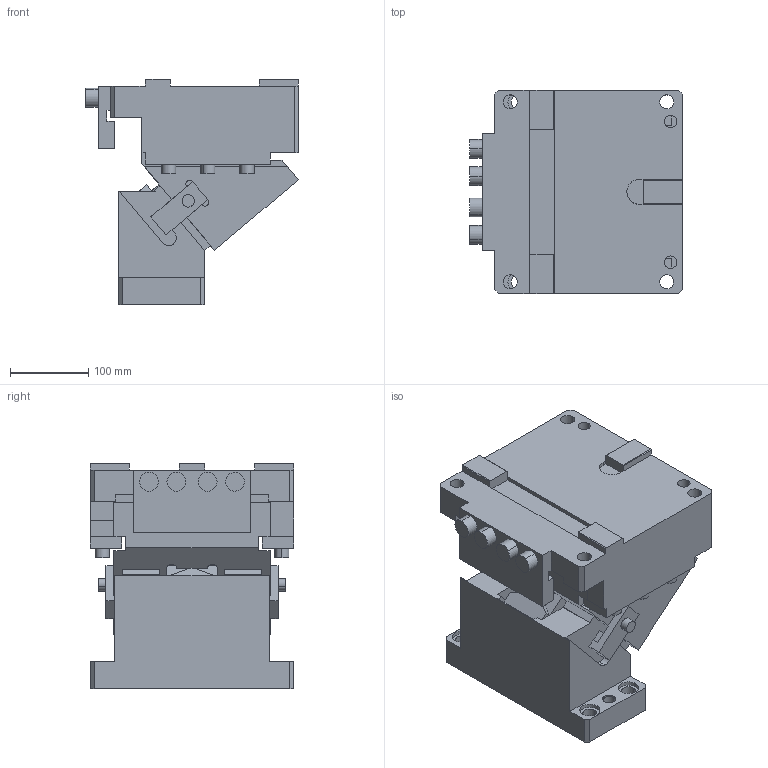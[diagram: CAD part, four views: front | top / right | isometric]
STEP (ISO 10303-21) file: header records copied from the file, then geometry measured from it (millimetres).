
FILE_DESCRIPTION(('CATIA V5 STEP Exchange'),'2;1');
FILE_NAME('CACK_200_50.stp','2015-04-23T08:10:32+00:00',('none'),('none'),'CATIA Version 5 Release 19 SP 2 (IN-10)','CATIA V5 STEP AP203','none');
FILE_SCHEMA(('CONFIG_CONTROL_DESIGN'));
Length unit declared in the file: millimetre
Products named in the file (1): CACK_200_50
Bounding box: 272 x 260 x 289 mm (x, y, z)
Volume: 10305609.8 mm3; surface area: 702503.1 mm2
Topology: 3 solids, 3 shells, 342 faces, 922 edges, 607 vertices
Faces by surface type: plane 216, cylinder 116, cone 8, extrusion 2
Entity records: 10520 total; most frequent: CARTESIAN_POINT 2102, ORIENTED_EDGE 1828, DIRECTION 1479, EDGE_CURVE 914, VECTOR 680, LINE 678, VERTEX_POINT 607, AXIS2_PLACEMENT_3D 508
